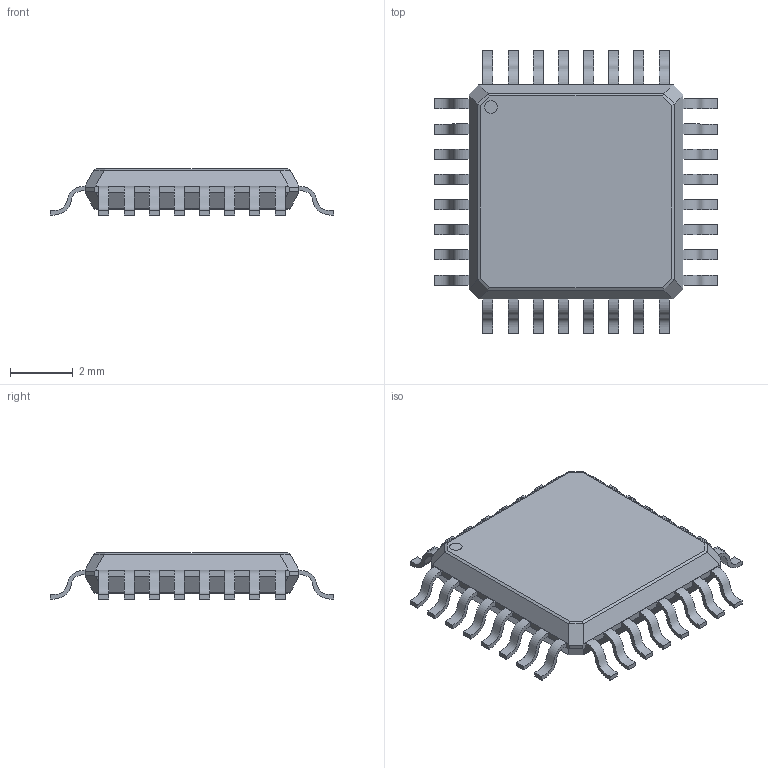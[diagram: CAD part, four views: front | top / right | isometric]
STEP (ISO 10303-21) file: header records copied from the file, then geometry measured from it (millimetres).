
FILE_DESCRIPTION (( 'STEP AP203' ), '1' );
FILE_NAME ('qfp-32_9x9x0.8.step_Default_sldprt.STEP', '2020-12-09T15:01:47', ( '' ), ( '' ), 'SwSTEP 2.0', 'SolidWorks 2020', '' );
FILE_SCHEMA (( 'CONFIG_CONTROL_DESIGN' ));
Length unit declared in the file: millimetre
Products named in the file (1): qfp-32_9x9x0.8.step_Default_sldprt
Bounding box: 9 x 9 x 1.48 mm (x, y, z)
Volume: 57.5 mm3; surface area: 156.3 mm2
Topology: 1 solids, 1 shells, 205 faces, 510 edges, 340 vertices
Faces by surface type: bspline 128, plane 75, cylinder 2
Entity records: 19869 total; most frequent: CARTESIAN_POINT 16032, ORIENTED_EDGE 1020, EDGE_CURVE 510, B_SPLINE_CURVE_WITH_KNOTS 384, VERTEX_POINT 340, DIRECTION 286, EDGE_LOOP 238, FACE_OUTER_BOUND 205
